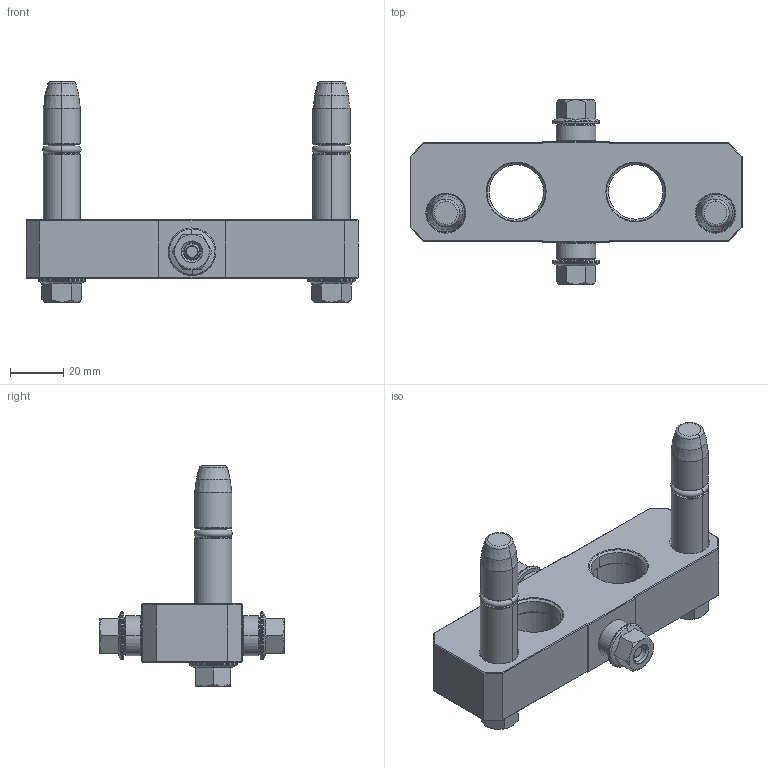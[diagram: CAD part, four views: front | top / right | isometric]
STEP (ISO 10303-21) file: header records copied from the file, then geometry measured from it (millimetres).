
FILE_DESCRIPTION (( 'STEP AP214' ), '1' );
FILE_NAME ('FASTER.step', '2024-11-08T08:32:43', ( '' ), ( '' ), 'SwSTEP 2.0', 'SolidWorks 2017', '' );
FILE_SCHEMA (( 'AUTOMOTIVE_DESIGN' ));
Length unit declared in the file: millimetre
Products named in the file (9): 4830_021_0000_000; FASTER; PB06_M_BASE; 1540_080_0006_000; 4830_028_1000_002; 1540_080_0008_000; 4860_010_0001_000; or2_62x9_19_m; 4860_024_0001_022
Assembly tree (13 placements, depth 3):
  FASTER
    PB06_M_BASE
      4860_010_0001_000
      4830_021_0000_000  x2
      1540_080_0008_000  x2
      4860_024_0001_022
      1540_080_0006_000  x2
      4830_028_1000_002  x2
      or2_62x9_19_m  x2
Bounding box: 125 x 69.5 x 83 mm (x, y, z)
Volume: 1616.4 mm3; surface area: 37081.5 mm2
Topology: 4 solids, 22 shells, 747 faces, 1924 edges, 1232 vertices
Faces by surface type: plane 383, cylinder 164, cone 148, torus 52
Entity records: 20113 total; most frequent: CARTESIAN_POINT 5168, ORIENTED_EDGE 3090, DIRECTION 2870, EDGE_CURVE 1568, LINE 1106, VECTOR 1106, VERTEX_POINT 1010, AXIS2_PLACEMENT_3D 882
